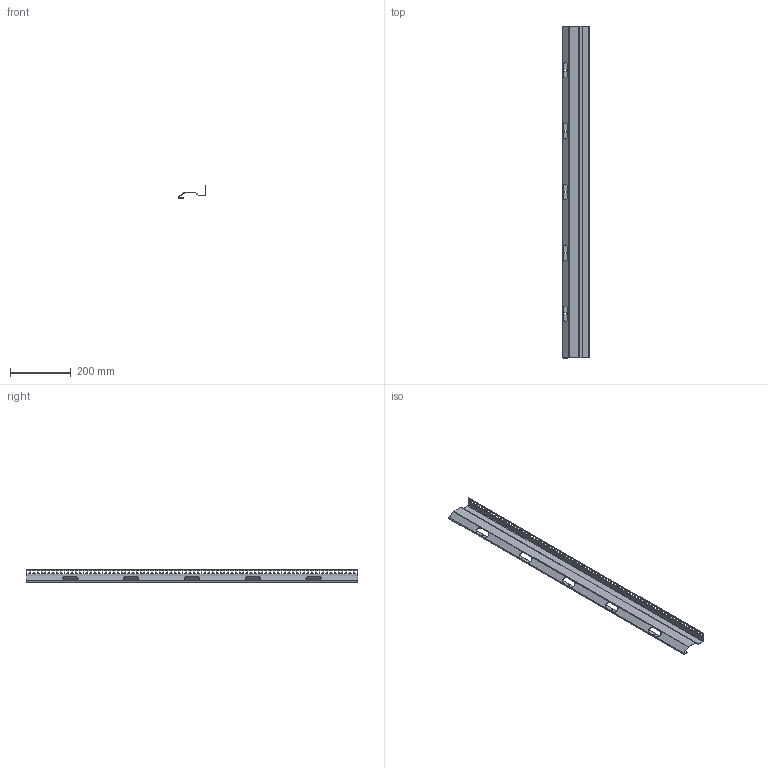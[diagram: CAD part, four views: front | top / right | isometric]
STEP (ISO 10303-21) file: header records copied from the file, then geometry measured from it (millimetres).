
FILE_DESCRIPTION (( 'STEP AP214' ), '1' );
FILE_NAME ('947.012.STEP', '2024-10-04T11:36:56', ( '' ), ( '' ), 'SwSTEP 2.0', 'SolidWorks 2021', '' );
FILE_SCHEMA (( 'AUTOMOTIVE_DESIGN' ));
Length unit declared in the file: millimetre
Products named in the file (1): 947.012
Bounding box: 91.28 x 1090 x 40.5 mm (x, y, z)
Volume: 223798.8 mm3; surface area: 308274.6 mm2
Topology: 1 solids, 1 shells, 439 faces, 1271 edges, 834 vertices
Faces by surface type: plane 404, cylinder 35
Entity records: 14577 total; most frequent: CARTESIAN_POINT 2545, ORIENTED_EDGE 2542, DIRECTION 2221, EDGE_CURVE 1271, LINE 1201, VECTOR 1201, VERTEX_POINT 834, EDGE_LOOP 633
